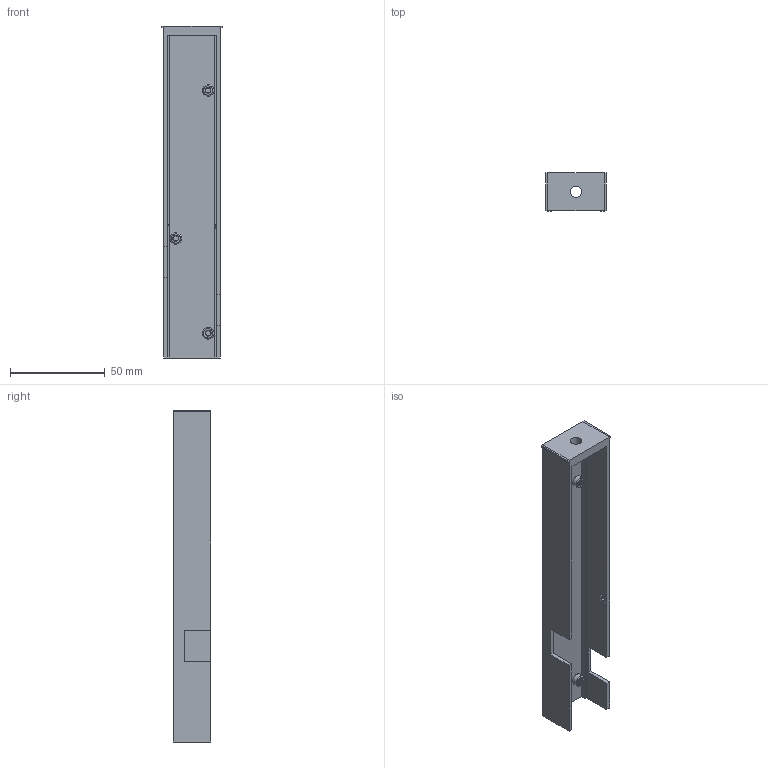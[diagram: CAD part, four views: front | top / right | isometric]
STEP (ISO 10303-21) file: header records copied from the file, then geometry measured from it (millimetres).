
FILE_DESCRIPTION(('FreeCAD Model'),'2;1');
FILE_NAME('Open CASCADE Shape Model','2024-03-24T18:10:10',('FreeCAD'),( 'FreeCAD'),'Open CASCADE STEP processor 7.6','FreeCAD','Unknown');
FILE_SCHEMA(('AUTOMOTIVE_DESIGN { 1 0 10303 214 1 1 1 1 }'));
Length unit declared in the file: millimetre
Products named in the file (1): Open CASCADE STEP translator 7.6 1
Bounding box: 32 x 20 x 175 mm (x, y, z)
Volume: 25624.3 mm3; surface area: 24598 mm2
Topology: 4 solids, 4 shells, 160 faces, 357 edges, 211 vertices
Faces by surface type: plane 78, bspline 57, cylinder 22, torus 3
Full cylindrical faces by diameter (mm): 3.5 x12, 6 x4
Entity records: 23977 total; most frequent: CARTESIAN_POINT 17301, DIRECTION 1024, LINE 755, VECTOR 755, ORIENTED_EDGE 714, PCURVE 714, DEFINITIONAL_REPRESENTATION 714, EDGE_CURVE 357
